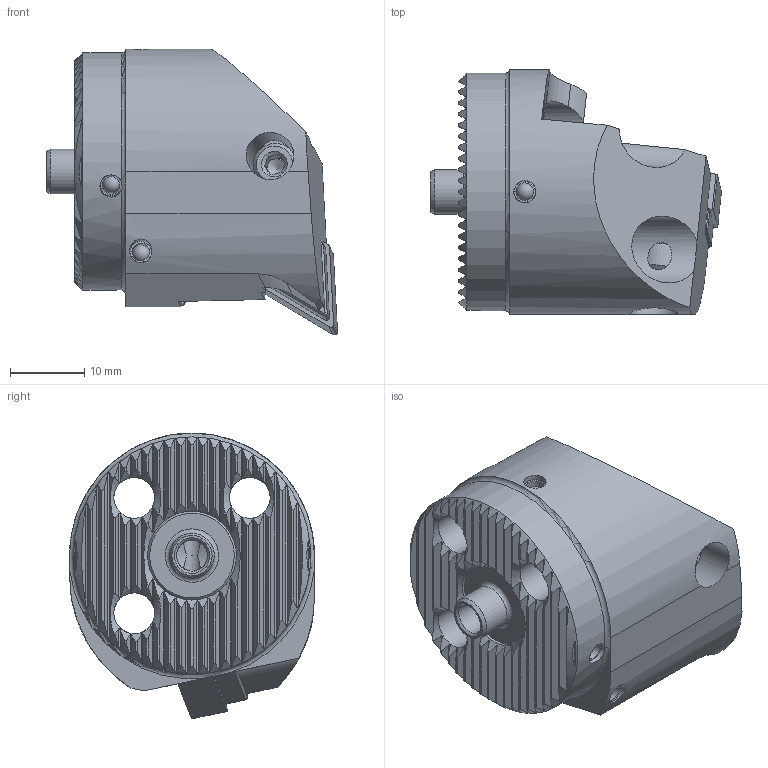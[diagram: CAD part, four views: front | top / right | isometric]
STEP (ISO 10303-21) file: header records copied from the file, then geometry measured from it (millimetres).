
FILE_DESCRIPTION (( 'STEP AP214' ), '1' );
FILE_NAME ('WK2.PDE.RUB.035.STEP', '2020-08-28T13:40:32', ( '' ), ( '' ), 'SwSTEP 2.0', 'SolidWorks 2017', '' );
FILE_SCHEMA (( 'AUTOMOTIVE_DESIGN' ));
Length unit declared in the file: millimetre
Products named in the file (10): WDE-ER4.101.017_A; WDE-ER1.101.000; WK2.PDE.RUB.035; WK2-ER1.001.012_A_Fertigbearbeitung; KVT_MB_600_030; WKX-ER1.004.005_A_PreviewCfg; WK2-PDE.RUB.035_A; WDE-ER3.101.000_A; WDE-ER2.101.003_A; DNMG110404
Assembly tree (12 placements, depth 2):
  WK2.PDE.RUB.035
    WK2-PDE.RUB.035_A
    KVT_MB_600_030  x3
    WK2-ER1.001.012_A_Fertigbearbeitung
    WKX-ER1.004.005_A_PreviewCfg  x2
    WDE-ER4.101.017_A
    DNMG110404
    WDE-ER2.101.003_A
    WDE-ER1.101.000
    WDE-ER3.101.000_A
Bounding box: 39.21 x 33 x 38.5 mm (x, y, z)
Volume: 17724.2 mm3; surface area: 10210.6 mm2
Topology: 15 solids, 15 shells, 480 faces, 1275 edges, 813 vertices
Faces by surface type: plane 257, cylinder 112, cone 88, bspline 13, torus 7, sphere 3
Full cylindrical faces by diameter (mm): 1.7 x2, 2.381 x3, 2.5 x4, 2.87 x1, 3 x9, 3.3 x2, 3.81 x1, 4 x2, 4.2 x2, 4.5 x2, 4.8 x1, 5 x1, 5.5 x3, 5.9 x1, 6 x2, 6.4 x1, 9 x3, 11.98 x1, 12 x1, 32 x1
Entity records: 15411 total; most frequent: CARTESIAN_POINT 5156, ORIENTED_EDGE 2124, DIRECTION 1791, EDGE_CURVE 1062, VERTEX_POINT 724, AXIS2_PLACEMENT_3D 686, EDGE_LOOP 538, FACE_OUTER_BOUND 471
